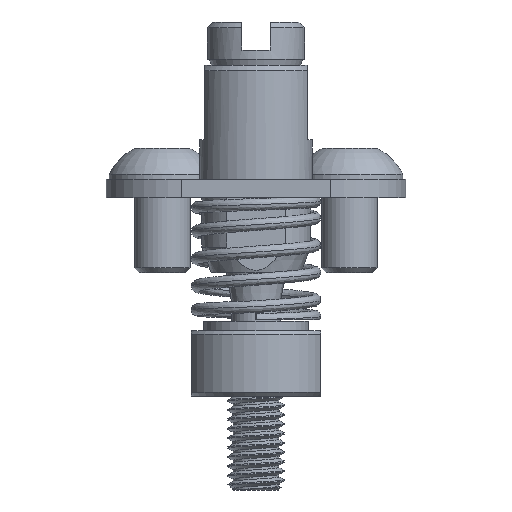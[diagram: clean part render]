
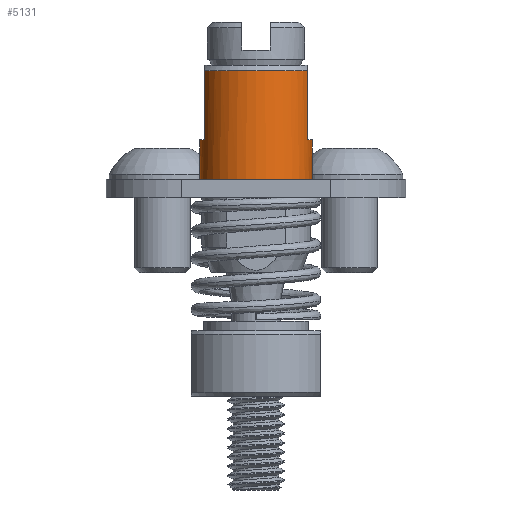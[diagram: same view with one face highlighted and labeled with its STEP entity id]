
A CAD part, front view. The second image highlights one B-rep face of the part: STEP entity #5131.
In plain terms, the highlighted cylindrical face has radius 3 mm (diameter 6 mm), a partial arc.
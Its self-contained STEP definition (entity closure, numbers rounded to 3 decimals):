
#427 = DIRECTION ( 'NONE',  ( 0., 0., 1. ) ) ;
#1375 = CARTESIAN_POINT ( 'NONE',  ( 3., -14., 2.1 ) ) ;
#1684 = CYLINDRICAL_SURFACE ( 'NONE', #13819, 3. ) ;
#2699 = VERTEX_POINT ( 'NONE', #6094 ) ;
#3089 = VERTEX_POINT ( 'NONE', #4318 ) ;
#3303 = ORIENTED_EDGE ( 'NONE', *, *, #7335, .F. ) ;
#3358 = DIRECTION ( 'NONE',  ( -1., 0., 0. ) ) ;
#3483 = DIRECTION ( 'NONE',  ( 0., 0., -1. ) ) ;
#3861 = ORIENTED_EDGE ( 'NONE', *, *, #5813, .T. ) ;
#4318 = CARTESIAN_POINT ( 'NONE',  ( -3., -14., 2.1 ) ) ;
#4670 = DIRECTION ( 'NONE',  ( 0., 0., -1. ) ) ;
#5131 = ADVANCED_FACE ( 'NONE', ( #7994 ), #1684, .T. ) ;
#5662 = EDGE_CURVE ( 'NONE', #16954, #17501, #17046, .T. ) ;
#5813 = EDGE_CURVE ( 'NONE', #3089, #2699, #10406, .T. ) ;
#6094 = CARTESIAN_POINT ( 'NONE',  ( -3., -14., 0. ) ) ;
#7179 = ORIENTED_EDGE ( 'NONE', *, *, #5662, .T. ) ;
#7335 = EDGE_CURVE ( 'NONE', #16954, #8102, #9910, .T. ) ;
#7411 = VERTEX_POINT ( 'NONE', #14830 ) ;
#7902 = CARTESIAN_POINT ( 'NONE',  ( 2.75, -15.199, 0. ) ) ;
#7927 = CIRCLE ( 'NONE', #18162, 3. ) ;
#7994 = FACE_OUTER_BOUND ( 'NONE', #16303, .T. ) ;
#8102 = VERTEX_POINT ( 'NONE', #15593 ) ;
#9868 = DIRECTION ( 'NONE',  ( -1., 0., 0. ) ) ;
#9910 = LINE ( 'NONE', #7902, #15505 ) ;
#9983 = CARTESIAN_POINT ( 'NONE',  ( 0., -14., 0. ) ) ;
#10036 = DIRECTION ( 'NONE',  ( 0., 0., -1. ) ) ;
#10406 = LINE ( 'NONE', #22486, #13147 ) ;
#11051 = CARTESIAN_POINT ( 'NONE',  ( 3., -14., 0. ) ) ;
#11410 = CIRCLE ( 'NONE', #26417, 3. ) ;
#11425 = CARTESIAN_POINT ( 'NONE',  ( 2.75, -15.199, 5.8 ) ) ;
#11865 = CIRCLE ( 'NONE', #26050, 3. ) ;
#12014 = ORIENTED_EDGE ( 'NONE', *, *, #15397, .F. ) ;
#12147 = DIRECTION ( 'NONE',  ( 0., 0., -1. ) ) ;
#12700 = LINE ( 'NONE', #20907, #22958 ) ;
#12927 = EDGE_CURVE ( 'NONE', #8102, #15930, #7927, .T. ) ;
#13147 = VECTOR ( 'NONE', #16812, 1000. ) ;
#13521 = ORIENTED_EDGE ( 'NONE', *, *, #12927, .F. ) ;
#13819 = AXIS2_PLACEMENT_3D ( 'NONE', #9983, #13842, #9868 ) ;
#13842 = DIRECTION ( 'NONE',  ( 0., 0., -1. ) ) ;
#14021 = DIRECTION ( 'NONE',  ( 1., 0., 0. ) ) ;
#14458 = AXIS2_PLACEMENT_3D ( 'NONE', #22347, #12147, #14021 ) ;
#14830 = CARTESIAN_POINT ( 'NONE',  ( -2.75, -15.199, 2.1 ) ) ;
#14874 = LINE ( 'NONE', #24714, #19172 ) ;
#15397 = EDGE_CURVE ( 'NONE', #3089, #7411, #11865, .T. ) ;
#15505 = VECTOR ( 'NONE', #10036, 1000. ) ;
#15593 = CARTESIAN_POINT ( 'NONE',  ( 2.75, -15.199, 2.1 ) ) ;
#15930 = VERTEX_POINT ( 'NONE', #1375 ) ;
#16205 = DIRECTION ( 'NONE',  ( 0., -1., 0. ) ) ;
#16303 = EDGE_LOOP ( 'NONE', ( #18119, #13521, #3303, #7179, #25811, #12014, #3861, #25783 ) ) ;
#16812 = DIRECTION ( 'NONE',  ( 0., 0., -1. ) ) ;
#16954 = VERTEX_POINT ( 'NONE', #11425 ) ;
#17046 = CIRCLE ( 'NONE', #14458, 3. ) ;
#17361 = DIRECTION ( 'NONE',  ( 0., -1., 0. ) ) ;
#17501 = VERTEX_POINT ( 'NONE', #18956 ) ;
#18119 = ORIENTED_EDGE ( 'NONE', *, *, #20452, .F. ) ;
#18162 = AXIS2_PLACEMENT_3D ( 'NONE', #24157, #26184, #16205 ) ;
#18956 = CARTESIAN_POINT ( 'NONE',  ( -2.75, -15.199, 5.8 ) ) ;
#18993 = DIRECTION ( 'NONE',  ( 0., 0., 1. ) ) ;
#19172 = VECTOR ( 'NONE', #427, 1000. ) ;
#20452 = EDGE_CURVE ( 'NONE', #15930, #22742, #12700, .T. ) ;
#20907 = CARTESIAN_POINT ( 'NONE',  ( 3., -14., 0. ) ) ;
#21413 = CARTESIAN_POINT ( 'NONE',  ( 0., -14., 2.1 ) ) ;
#22311 = EDGE_CURVE ( 'NONE', #7411, #17501, #14874, .T. ) ;
#22347 = CARTESIAN_POINT ( 'NONE',  ( 0., -14., 5.8 ) ) ;
#22486 = CARTESIAN_POINT ( 'NONE',  ( -3., -14., 0. ) ) ;
#22742 = VERTEX_POINT ( 'NONE', #11051 ) ;
#22958 = VECTOR ( 'NONE', #4670, 1000. ) ;
#23910 = EDGE_CURVE ( 'NONE', #22742, #2699, #11410, .T. ) ;
#24157 = CARTESIAN_POINT ( 'NONE',  ( 0., -14., 2.1 ) ) ;
#24714 = CARTESIAN_POINT ( 'NONE',  ( -2.75, -15.199, 0. ) ) ;
#25622 = CARTESIAN_POINT ( 'NONE',  ( 0., -14., 0. ) ) ;
#25783 = ORIENTED_EDGE ( 'NONE', *, *, #23910, .F. ) ;
#25811 = ORIENTED_EDGE ( 'NONE', *, *, #22311, .F. ) ;
#26050 = AXIS2_PLACEMENT_3D ( 'NONE', #21413, #18993, #17361 ) ;
#26184 = DIRECTION ( 'NONE',  ( 0., 0., 1. ) ) ;
#26417 = AXIS2_PLACEMENT_3D ( 'NONE', #25622, #3483, #3358 ) ;
